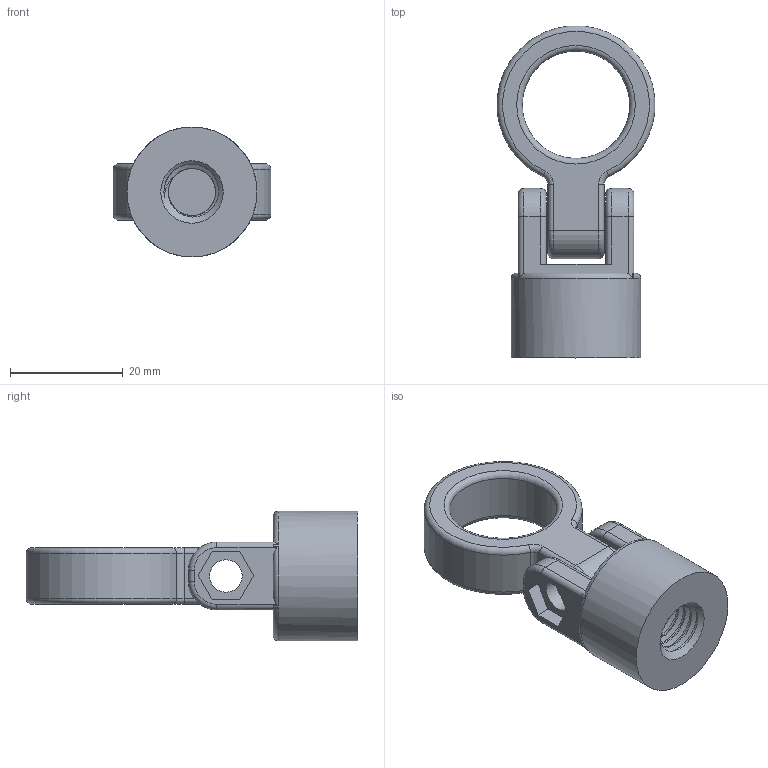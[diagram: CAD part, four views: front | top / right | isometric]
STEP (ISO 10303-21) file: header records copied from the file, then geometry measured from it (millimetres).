
FILE_DESCRIPTION(/* description */ (''),/* implementation_level */ '2;1');
FILE_NAME(/* name */ 'SensorMount.step',/* time_stamp */ '2020-09-21T01:35:51+02:00',/* author */ (''),/* organization */ (''),/* preprocessor_version */ 'ST-DEVELOPER v18.1',/* originating_system */ 'Autodesk Translation Framework v9.3.0.1241',/* authorisation */ '');
FILE_SCHEMA (('AUTOMOTIVE_DESIGN { 1 0 10303 214 3 1 1 }'));
Length unit declared in the file: millimetre
Products named in the file (3): SensorMount; Micstand Mount; Sensor Mount
Assembly tree (2 placements, depth 2):
  SensorMount
    Micstand Mount
    Sensor Mount
Bounding box: 27.9 x 58.76 x 23 mm (x, y, z)
Volume: 10941.1 mm3; surface area: 6124.7 mm2
Topology: 2 solids, 2 shells, 105 faces, 269 edges, 170 vertices
Faces by surface type: cylinder 50, plane 30, torus 22, bspline 2, cone 1
Full cylindrical faces by diameter (mm): 5.75 x3, 8.34 x8, 9.925 x9, 19 x1, 23 x1
Entity records: 5535 total; most frequent: CARTESIAN_POINT 2929, ORIENTED_EDGE 538, DIRECTION 527, EDGE_CURVE 269, AXIS2_PLACEMENT_3D 211, VERTEX_POINT 170, EDGE_LOOP 115, FACE_OUTER_BOUND 105
